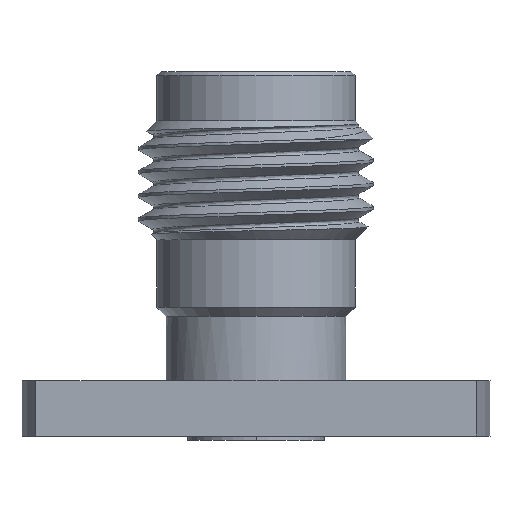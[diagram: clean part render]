
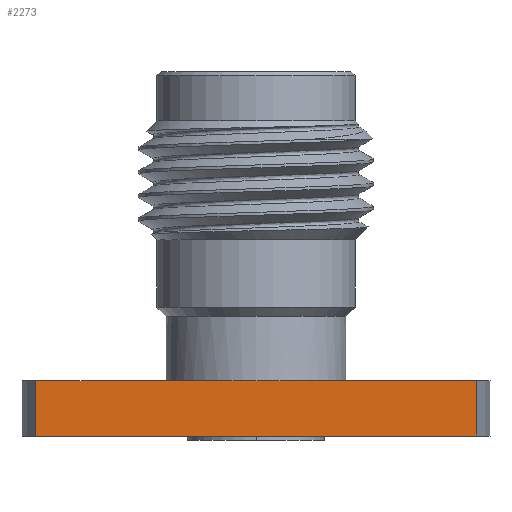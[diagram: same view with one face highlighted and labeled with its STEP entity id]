
A CAD part, left-side view. The second image highlights one B-rep face of the part: STEP entity #2273.
In plain terms, the highlighted planar face has unit normal (-1, 0, 0).
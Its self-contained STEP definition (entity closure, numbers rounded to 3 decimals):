
#75 = VERTEX_POINT ( 'NONE', #3219 ) ;
#170 = EDGE_LOOP ( 'NONE', ( #2702, #3103, #562, #3870, #2952, #1749 ) ) ;
#301 = LINE ( 'NONE', #1305, #4384 ) ;
#311 = DIRECTION ( 'NONE',  ( 0., 0., 1. ) ) ;
#562 = ORIENTED_EDGE ( 'NONE', *, *, #4197, .T. ) ;
#711 = VECTOR ( 'NONE', #2078, 1000. ) ;
#821 = DIRECTION ( 'NONE',  ( 0., 0., 1. ) ) ;
#826 = CARTESIAN_POINT ( 'NONE',  ( -2.415, -6.554, 0. ) ) ;
#903 = DIRECTION ( 'NONE',  ( 0., -1., 0. ) ) ;
#1090 = CARTESIAN_POINT ( 'NONE',  ( -2.415, -6.554, -1.65 ) ) ;
#1305 = CARTESIAN_POINT ( 'NONE',  ( -2.415, -6.554, 0. ) ) ;
#1376 = AXIS2_PLACEMENT_3D ( 'NONE', #1090, #2540, #311 ) ;
#1555 = LINE ( 'NONE', #1626, #3223 ) ;
#1626 = CARTESIAN_POINT ( 'NONE',  ( -2.415, -6.554, 0. ) ) ;
#1749 = ORIENTED_EDGE ( 'NONE', *, *, #3150, .F. ) ;
#1901 = VERTEX_POINT ( 'NONE', #826 ) ;
#1946 = CARTESIAN_POINT ( 'NONE',  ( -2.415, -6.554, -1.65 ) ) ;
#1975 = CARTESIAN_POINT ( 'NONE',  ( -2.415, -6.554, -1.65 ) ) ;
#2054 = VECTOR ( 'NONE', #4569, 1000. ) ;
#2078 = DIRECTION ( 'NONE',  ( 0., -1., 0. ) ) ;
#2273 = ADVANCED_FACE ( 'NONE', ( #3366 ), #3970, .T. ) ;
#2335 = DIRECTION ( 'NONE',  ( 0., -1., 0. ) ) ;
#2368 = CARTESIAN_POINT ( 'NONE',  ( -2.415, 6.554, 0. ) ) ;
#2392 = LINE ( 'NONE', #1975, #2912 ) ;
#2403 = LINE ( 'NONE', #1946, #3700 ) ;
#2505 = EDGE_CURVE ( 'NONE', #2957, #1901, #3636, .T. ) ;
#2540 = DIRECTION ( 'NONE',  ( -1., 0., 0. ) ) ;
#2613 = VERTEX_POINT ( 'NONE', #2368 ) ;
#2621 = EDGE_CURVE ( 'NONE', #3793, #2613, #4663, .T. ) ;
#2702 = ORIENTED_EDGE ( 'NONE', *, *, #4363, .F. ) ;
#2912 = VECTOR ( 'NONE', #2335, 1000. ) ;
#2952 = ORIENTED_EDGE ( 'NONE', *, *, #2505, .F. ) ;
#2957 = VERTEX_POINT ( 'NONE', #3389 ) ;
#3103 = ORIENTED_EDGE ( 'NONE', *, *, #2621, .F. ) ;
#3150 = EDGE_CURVE ( 'NONE', #4115, #2957, #1555, .T. ) ;
#3219 = CARTESIAN_POINT ( 'NONE',  ( -2.415, -6.554, -1.65 ) ) ;
#3223 = VECTOR ( 'NONE', #3429, 1000. ) ;
#3366 = FACE_OUTER_BOUND ( 'NONE', #170, .T. ) ;
#3389 = CARTESIAN_POINT ( 'NONE',  ( -2.415, -1.15, 0. ) ) ;
#3429 = DIRECTION ( 'NONE',  ( 0., -1., 0. ) ) ;
#3498 = EDGE_CURVE ( 'NONE', #75, #1901, #2403, .T. ) ;
#3636 = LINE ( 'NONE', #4582, #711 ) ;
#3700 = VECTOR ( 'NONE', #821, 1000. ) ;
#3793 = VERTEX_POINT ( 'NONE', #3916 ) ;
#3831 = CARTESIAN_POINT ( 'NONE',  ( -2.415, 6.554, -1.65 ) ) ;
#3870 = ORIENTED_EDGE ( 'NONE', *, *, #3498, .T. ) ;
#3916 = CARTESIAN_POINT ( 'NONE',  ( -2.415, 6.554, -1.65 ) ) ;
#3970 = PLANE ( 'NONE',  #1376 ) ;
#4115 = VERTEX_POINT ( 'NONE', #4327 ) ;
#4197 = EDGE_CURVE ( 'NONE', #3793, #75, #2392, .T. ) ;
#4327 = CARTESIAN_POINT ( 'NONE',  ( -2.415, 1.15, 0. ) ) ;
#4363 = EDGE_CURVE ( 'NONE', #2613, #4115, #301, .T. ) ;
#4384 = VECTOR ( 'NONE', #903, 1000. ) ;
#4569 = DIRECTION ( 'NONE',  ( 0., 0., 1. ) ) ;
#4582 = CARTESIAN_POINT ( 'NONE',  ( -2.415, -6.554, 0. ) ) ;
#4663 = LINE ( 'NONE', #3831, #2054 ) ;
